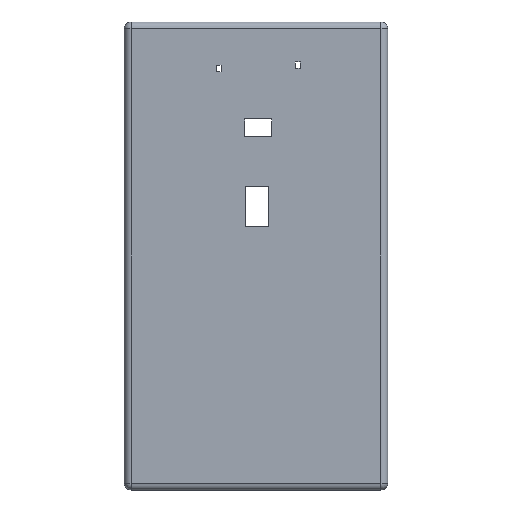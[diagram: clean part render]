
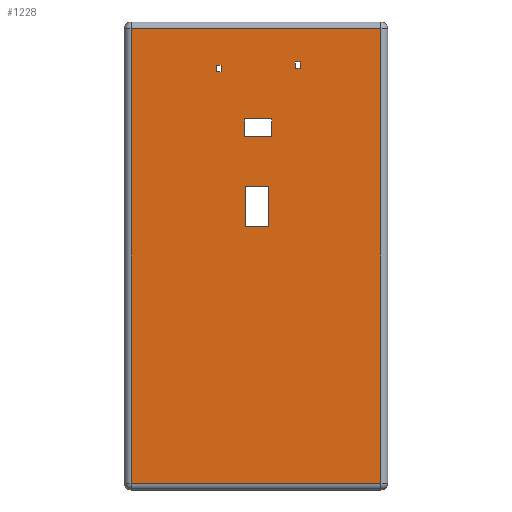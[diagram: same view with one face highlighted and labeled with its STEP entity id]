
A CAD part, front view. The second image highlights one B-rep face of the part: STEP entity #1228.
In plain terms, the highlighted planar face has unit normal (0, -1, 0).
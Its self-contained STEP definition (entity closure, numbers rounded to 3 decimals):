
#381 = VERTEX_POINT('',#382);
#382 = CARTESIAN_POINT('',(-18.64,-38.,-41.22));
#389 = EDGE_CURVE('',#381,#390,#392,.T.);
#390 = VERTEX_POINT('',#391);
#391 = CARTESIAN_POINT('',(18.,-38.,-41.22));
#392 = LINE('',#393,#394);
#393 = CARTESIAN_POINT('',(-19.64,-38.,-41.22));
#394 = VECTOR('',#395,1.);
#395 = DIRECTION('',(1.,0.,0.));
#1228 = ADVANCED_FACE('',(#1229,#1254,#1288,#1322,#1356),#1390,.F.);
#1229 = FACE_BOUND('',#1230,.F.);
#1230 = EDGE_LOOP('',(#1231,#1232,#1240,#1248));
#1231 = ORIENTED_EDGE('',*,*,#389,.F.);
#1232 = ORIENTED_EDGE('',*,*,#1233,.F.);
#1233 = EDGE_CURVE('',#1234,#381,#1236,.T.);
#1234 = VERTEX_POINT('',#1235);
#1235 = CARTESIAN_POINT('',(-18.64,-38.,25.42));
#1236 = LINE('',#1237,#1238);
#1237 = CARTESIAN_POINT('',(-18.64,-38.,26.42));
#1238 = VECTOR('',#1239,1.);
#1239 = DIRECTION('',(0.,0.,-1.));
#1240 = ORIENTED_EDGE('',*,*,#1241,.F.);
#1241 = EDGE_CURVE('',#1242,#1234,#1244,.T.);
#1242 = VERTEX_POINT('',#1243);
#1243 = CARTESIAN_POINT('',(18.,-38.,25.42));
#1244 = LINE('',#1245,#1246);
#1245 = CARTESIAN_POINT('',(19.,-38.,25.42));
#1246 = VECTOR('',#1247,1.);
#1247 = DIRECTION('',(-1.,0.,0.));
#1248 = ORIENTED_EDGE('',*,*,#1249,.F.);
#1249 = EDGE_CURVE('',#390,#1242,#1250,.T.);
#1250 = LINE('',#1251,#1252);
#1251 = CARTESIAN_POINT('',(18.,-38.,-42.22));
#1252 = VECTOR('',#1253,1.);
#1253 = DIRECTION('',(0.,0.,1.));
#1254 = FACE_BOUND('',#1255,.F.);
#1255 = EDGE_LOOP('',(#1256,#1266,#1274,#1282));
#1256 = ORIENTED_EDGE('',*,*,#1257,.T.);
#1257 = EDGE_CURVE('',#1258,#1260,#1262,.T.);
#1258 = VERTEX_POINT('',#1259);
#1259 = CARTESIAN_POINT('',(1.509,-38.,2.354));
#1260 = VERTEX_POINT('',#1261);
#1261 = CARTESIAN_POINT('',(-1.891,-38.,2.354));
#1262 = LINE('',#1263,#1264);
#1263 = CARTESIAN_POINT('',(1.509,-38.,2.354));
#1264 = VECTOR('',#1265,1.);
#1265 = DIRECTION('',(-1.,0.,0.));
#1266 = ORIENTED_EDGE('',*,*,#1267,.T.);
#1267 = EDGE_CURVE('',#1260,#1268,#1270,.T.);
#1268 = VERTEX_POINT('',#1269);
#1269 = CARTESIAN_POINT('',(-1.891,-38.,-3.646));
#1270 = LINE('',#1271,#1272);
#1271 = CARTESIAN_POINT('',(-1.891,-38.,2.354));
#1272 = VECTOR('',#1273,1.);
#1273 = DIRECTION('',(0.,0.,-1.));
#1274 = ORIENTED_EDGE('',*,*,#1275,.T.);
#1275 = EDGE_CURVE('',#1268,#1276,#1278,.T.);
#1276 = VERTEX_POINT('',#1277);
#1277 = CARTESIAN_POINT('',(1.509,-38.,-3.646));
#1278 = LINE('',#1279,#1280);
#1279 = CARTESIAN_POINT('',(-1.891,-38.,-3.646));
#1280 = VECTOR('',#1281,1.);
#1281 = DIRECTION('',(1.,0.,0.));
#1282 = ORIENTED_EDGE('',*,*,#1283,.T.);
#1283 = EDGE_CURVE('',#1276,#1258,#1284,.T.);
#1284 = LINE('',#1285,#1286);
#1285 = CARTESIAN_POINT('',(1.509,-38.,-3.646));
#1286 = VECTOR('',#1287,1.);
#1287 = DIRECTION('',(0.,0.,1.));
#1288 = FACE_BOUND('',#1289,.F.);
#1289 = EDGE_LOOP('',(#1290,#1300,#1308,#1316));
#1290 = ORIENTED_EDGE('',*,*,#1291,.T.);
#1291 = EDGE_CURVE('',#1292,#1294,#1296,.T.);
#1292 = VERTEX_POINT('',#1293);
#1293 = CARTESIAN_POINT('',(-5.434,-38.,20.056));
#1294 = VERTEX_POINT('',#1295);
#1295 = CARTESIAN_POINT('',(-6.146,-38.,20.056));
#1296 = LINE('',#1297,#1298);
#1297 = CARTESIAN_POINT('',(-5.434,-38.,20.056));
#1298 = VECTOR('',#1299,1.);
#1299 = DIRECTION('',(-1.,0.,0.));
#1300 = ORIENTED_EDGE('',*,*,#1301,.T.);
#1301 = EDGE_CURVE('',#1294,#1302,#1304,.T.);
#1302 = VERTEX_POINT('',#1303);
#1303 = CARTESIAN_POINT('',(-6.146,-38.,19.144));
#1304 = LINE('',#1305,#1306);
#1305 = CARTESIAN_POINT('',(-6.146,-38.,20.056));
#1306 = VECTOR('',#1307,1.);
#1307 = DIRECTION('',(0.,0.,-1.));
#1308 = ORIENTED_EDGE('',*,*,#1309,.T.);
#1309 = EDGE_CURVE('',#1302,#1310,#1312,.T.);
#1310 = VERTEX_POINT('',#1311);
#1311 = CARTESIAN_POINT('',(-5.434,-38.,19.144));
#1312 = LINE('',#1313,#1314);
#1313 = CARTESIAN_POINT('',(-6.146,-38.,19.144));
#1314 = VECTOR('',#1315,1.);
#1315 = DIRECTION('',(1.,0.,0.));
#1316 = ORIENTED_EDGE('',*,*,#1317,.T.);
#1317 = EDGE_CURVE('',#1310,#1292,#1318,.T.);
#1318 = LINE('',#1319,#1320);
#1319 = CARTESIAN_POINT('',(-5.434,-38.,19.144));
#1320 = VECTOR('',#1321,1.);
#1321 = DIRECTION('',(0.,0.,1.));
#1322 = FACE_BOUND('',#1323,.F.);
#1323 = EDGE_LOOP('',(#1324,#1334,#1342,#1350));
#1324 = ORIENTED_EDGE('',*,*,#1325,.T.);
#1325 = EDGE_CURVE('',#1326,#1328,#1330,.T.);
#1326 = VERTEX_POINT('',#1327);
#1327 = CARTESIAN_POINT('',(2.,-38.,12.2));
#1328 = VERTEX_POINT('',#1329);
#1329 = CARTESIAN_POINT('',(-2.,-38.,12.2));
#1330 = LINE('',#1331,#1332);
#1331 = CARTESIAN_POINT('',(2.,-38.,12.2));
#1332 = VECTOR('',#1333,1.);
#1333 = DIRECTION('',(-1.,0.,0.));
#1334 = ORIENTED_EDGE('',*,*,#1335,.T.);
#1335 = EDGE_CURVE('',#1328,#1336,#1338,.T.);
#1336 = VERTEX_POINT('',#1337);
#1337 = CARTESIAN_POINT('',(-2.,-38.,9.62));
#1338 = LINE('',#1339,#1340);
#1339 = CARTESIAN_POINT('',(-2.,-38.,12.2));
#1340 = VECTOR('',#1341,1.);
#1341 = DIRECTION('',(0.,0.,-1.));
#1342 = ORIENTED_EDGE('',*,*,#1343,.T.);
#1343 = EDGE_CURVE('',#1336,#1344,#1346,.T.);
#1344 = VERTEX_POINT('',#1345);
#1345 = CARTESIAN_POINT('',(2.,-38.,9.62));
#1346 = LINE('',#1347,#1348);
#1347 = CARTESIAN_POINT('',(-2.,-38.,9.62));
#1348 = VECTOR('',#1349,1.);
#1349 = DIRECTION('',(1.,0.,0.));
#1350 = ORIENTED_EDGE('',*,*,#1351,.T.);
#1351 = EDGE_CURVE('',#1344,#1326,#1352,.T.);
#1352 = LINE('',#1353,#1354);
#1353 = CARTESIAN_POINT('',(2.,-38.,9.62));
#1354 = VECTOR('',#1355,1.);
#1355 = DIRECTION('',(0.,0.,1.));
#1356 = FACE_BOUND('',#1357,.F.);
#1357 = EDGE_LOOP('',(#1358,#1368,#1376,#1384));
#1358 = ORIENTED_EDGE('',*,*,#1359,.T.);
#1359 = EDGE_CURVE('',#1360,#1362,#1364,.T.);
#1360 = VERTEX_POINT('',#1361);
#1361 = CARTESIAN_POINT('',(6.166,-38.,20.556));
#1362 = VERTEX_POINT('',#1363);
#1363 = CARTESIAN_POINT('',(5.454,-38.,20.556));
#1364 = LINE('',#1365,#1366);
#1365 = CARTESIAN_POINT('',(6.166,-38.,20.556));
#1366 = VECTOR('',#1367,1.);
#1367 = DIRECTION('',(-1.,0.,0.));
#1368 = ORIENTED_EDGE('',*,*,#1369,.T.);
#1369 = EDGE_CURVE('',#1362,#1370,#1372,.T.);
#1370 = VERTEX_POINT('',#1371);
#1371 = CARTESIAN_POINT('',(5.454,-38.,19.644));
#1372 = LINE('',#1373,#1374);
#1373 = CARTESIAN_POINT('',(5.454,-38.,20.556));
#1374 = VECTOR('',#1375,1.);
#1375 = DIRECTION('',(0.,0.,-1.));
#1376 = ORIENTED_EDGE('',*,*,#1377,.T.);
#1377 = EDGE_CURVE('',#1370,#1378,#1380,.T.);
#1378 = VERTEX_POINT('',#1379);
#1379 = CARTESIAN_POINT('',(6.166,-38.,19.644));
#1380 = LINE('',#1381,#1382);
#1381 = CARTESIAN_POINT('',(5.454,-38.,19.644));
#1382 = VECTOR('',#1383,1.);
#1383 = DIRECTION('',(1.,0.,0.));
#1384 = ORIENTED_EDGE('',*,*,#1385,.T.);
#1385 = EDGE_CURVE('',#1378,#1360,#1386,.T.);
#1386 = LINE('',#1387,#1388);
#1387 = CARTESIAN_POINT('',(6.166,-38.,19.644));
#1388 = VECTOR('',#1389,1.);
#1389 = DIRECTION('',(0.,0.,1.));
#1390 = PLANE('',#1391);
#1391 = AXIS2_PLACEMENT_3D('',#1392,#1393,#1394);
#1392 = CARTESIAN_POINT('',(-0.32,-38.,-7.9));
#1393 = DIRECTION('',(0.,1.,0.));
#1394 = DIRECTION('',(0.,0.,1.));
